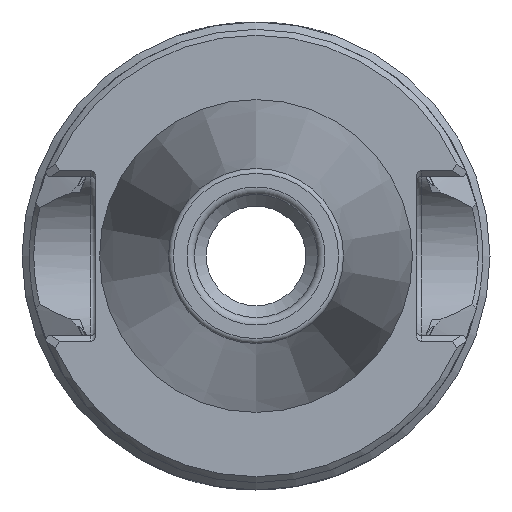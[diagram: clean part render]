
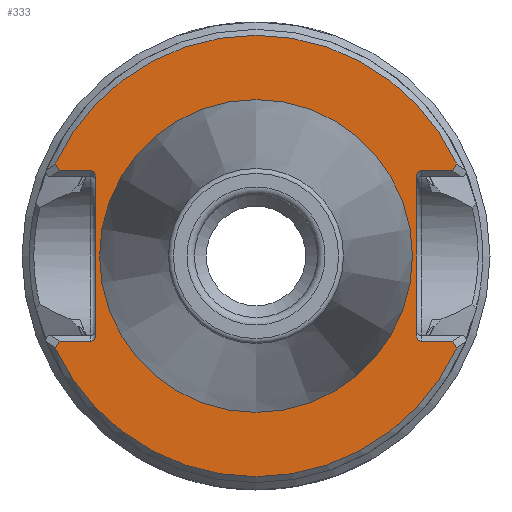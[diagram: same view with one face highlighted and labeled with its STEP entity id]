
A CAD part, left-side view. The second image highlights one B-rep face of the part: STEP entity #333.
In plain terms, the highlighted planar face has unit normal (-1, 0, 0).
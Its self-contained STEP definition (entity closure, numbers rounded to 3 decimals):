
#333 = ADVANCED_FACE( '', ( #694, #695 ), #696, .T. );
#694 = FACE_OUTER_BOUND( '', #1109, .T. );
#695 = FACE_BOUND( '', #1110, .T. );
#696 = PLANE( '', #1111 );
#1109 = EDGE_LOOP( '', ( #1943, #1944, #1945, #1946, #1947, #1948, #1949, #1950, #1951, #1952, #1953, #1954, #1955, #1956, #1957, #1958 ) );
#1110 = EDGE_LOOP( '', ( #1959 ) );
#1111 = AXIS2_PLACEMENT_3D( '', #1960, #1961, #1962 );
#1943 = ORIENTED_EDGE( '', *, *, #2268, .T. );
#1944 = ORIENTED_EDGE( '', *, *, #2003, .T. );
#1945 = ORIENTED_EDGE( '', *, *, #2039, .T. );
#1946 = ORIENTED_EDGE( '', *, *, #2138, .T. );
#1947 = ORIENTED_EDGE( '', *, *, #2281, .T. );
#1948 = ORIENTED_EDGE( '', *, *, #2099, .T. );
#1949 = ORIENTED_EDGE( '', *, *, #2275, .T. );
#1950 = ORIENTED_EDGE( '', *, *, #2172, .T. );
#1951 = ORIENTED_EDGE( '', *, *, #2065, .T. );
#1952 = ORIENTED_EDGE( '', *, *, #2223, .T. );
#1953 = ORIENTED_EDGE( '', *, *, #2102, .T. );
#1954 = ORIENTED_EDGE( '', *, *, #2197, .T. );
#1955 = ORIENTED_EDGE( '', *, *, #2290, .T. );
#1956 = ORIENTED_EDGE( '', *, *, #2249, .T. );
#1957 = ORIENTED_EDGE( '', *, *, #2058, .T. );
#1958 = ORIENTED_EDGE( '', *, *, #2179, .T. );
#1959 = ORIENTED_EDGE( '', *, *, #2183, .F. );
#1960 = CARTESIAN_POINT( '', ( 2., 0., 15.861 ) );
#1961 = DIRECTION( '', ( -1., 0., 0. ) );
#1962 = DIRECTION( '', ( 0., 0., 1. ) );
#2003 = EDGE_CURVE( '', #2355, #2356, #2357, .T. );
#2039 = EDGE_CURVE( '', #2356, #2420, #2421, .T. );
#2058 = EDGE_CURVE( '', #2453, #2451, #2454, .T. );
#2065 = EDGE_CURVE( '', #2462, #2463, #2464, .T. );
#2099 = EDGE_CURVE( '', #2519, #2517, #2520, .F. );
#2102 = EDGE_CURVE( '', #2523, #2524, #2525, .T. );
#2138 = EDGE_CURVE( '', #2420, #2579, #2580, .F. );
#2172 = EDGE_CURVE( '', #2628, #2462, #2629, .T. );
#2179 = EDGE_CURVE( '', #2451, #2639, #2641, .T. );
#2183 = EDGE_CURVE( '', #2646, #2646, #2647, .T. );
#2197 = EDGE_CURVE( '', #2524, #2666, #2667, .F. );
#2223 = EDGE_CURVE( '', #2463, #2523, #2698, .T. );
#2249 = EDGE_CURVE( '', #2733, #2453, #2734, .F. );
#2268 = EDGE_CURVE( '', #2639, #2355, #2756, .T. );
#2275 = EDGE_CURVE( '', #2517, #2628, #2764, .T. );
#2281 = EDGE_CURVE( '', #2579, #2519, #2770, .T. );
#2290 = EDGE_CURVE( '', #2666, #2733, #2780, .T. );
#2355 = VERTEX_POINT( '', #2919 );
#2356 = VERTEX_POINT( '', #2920 );
#2357 = B_SPLINE_CURVE_WITH_KNOTS( '', 1, ( #2921, #2922 ), .UNSPECIFIED., .F., .F., ( 2, 2 ), ( 0.179, 1. ), .UNSPECIFIED. );
#2420 = VERTEX_POINT( '', #3148 );
#2421 = LINE( '', #3149, #3150 );
#2451 = VERTEX_POINT( '', #3207 );
#2453 = VERTEX_POINT( '', #3210 );
#2454 = LINE( '', #3211, #3212 );
#2462 = VERTEX_POINT( '', #3223 );
#2463 = VERTEX_POINT( '', #3224 );
#2464 = CIRCLE( '', #3225, 22.4 );
#2517 = VERTEX_POINT( '', #3422 );
#2519 = VERTEX_POINT( '', #3425 );
#2520 = ELLIPSE( '', #3426, 0.707, 0.5 );
#2523 = VERTEX_POINT( '', #3430 );
#2524 = VERTEX_POINT( '', #3431 );
#2525 = LINE( '', #3432, #3433 );
#2579 = VERTEX_POINT( '', #3504 );
#2580 = ELLIPSE( '', #3505, 0.707, 0.5 );
#2628 = VERTEX_POINT( '', #3634 );
#2629 = B_SPLINE_CURVE_WITH_KNOTS( '', 1, ( #3635, #3636 ), .UNSPECIFIED., .F., .F., ( 2, 2 ), ( 0., 0.821 ), .UNSPECIFIED. );
#2639 = VERTEX_POINT( '', #3652 );
#2641 = B_SPLINE_CURVE_WITH_KNOTS( '', 1, ( #3660, #3661 ), .UNSPECIFIED., .F., .F., ( 2, 2 ), ( 0., 0.821 ), .UNSPECIFIED. );
#2646 = VERTEX_POINT( '', #3668 );
#2647 = CIRCLE( '', #3669, 15.861 );
#2666 = VERTEX_POINT( '', #3695 );
#2667 = ELLIPSE( '', #3696, 0.707, 0.5 );
#2698 = B_SPLINE_CURVE_WITH_KNOTS( '', 1, ( #3748, #3749 ), .UNSPECIFIED., .F., .F., ( 2, 2 ), ( 0.179, 1. ), .UNSPECIFIED. );
#2733 = VERTEX_POINT( '', #3817 );
#2734 = ELLIPSE( '', #3818, 0.707, 0.5 );
#2756 = CIRCLE( '', #3862, 22.4 );
#2764 = LINE( '', #3874, #3875 );
#2770 = LINE( '', #3882, #3883 );
#2780 = LINE( '', #3898, #3899 );
#2919 = CARTESIAN_POINT( '', ( 2., 20.361, 9.337 ) );
#2920 = CARTESIAN_POINT( '', ( 2., 19.923, 8.65 ) );
#2921 = CARTESIAN_POINT( '', ( 2., 20.361, 9.337 ) );
#2922 = CARTESIAN_POINT( '', ( 2., 19.923, 8.65 ) );
#3148 = CARTESIAN_POINT( '', ( 2., 16.75, 8.65 ) );
#3149 = CARTESIAN_POINT( '', ( 2., 16.25, 8.65 ) );
#3150 = VECTOR( '', #3999, 1000. );
#3207 = CARTESIAN_POINT( '', ( 2., -19.923, 8.65 ) );
#3210 = CARTESIAN_POINT( '', ( 2., -16.75, 8.65 ) );
#3211 = CARTESIAN_POINT( '', ( 2., -21.064, 8.65 ) );
#3212 = VECTOR( '', #4023, 1000. );
#3223 = CARTESIAN_POINT( '', ( 2., 20.361, -9.337 ) );
#3224 = CARTESIAN_POINT( '', ( 2., -20.361, -9.337 ) );
#3225 = AXIS2_PLACEMENT_3D( '', #4030, #4031, #4032 );
#3422 = CARTESIAN_POINT( '', ( 2., 16.75, -8.65 ) );
#3425 = CARTESIAN_POINT( '', ( 2., 16.25, -7.943 ) );
#3426 = AXIS2_PLACEMENT_3D( '', #4068, #4069, #4070 );
#3430 = CARTESIAN_POINT( '', ( 2., -19.923, -8.65 ) );
#3431 = CARTESIAN_POINT( '', ( 2., -16.75, -8.65 ) );
#3432 = CARTESIAN_POINT( '', ( 2., -16.25, -8.65 ) );
#3433 = VECTOR( '', #4072, 1000. );
#3504 = CARTESIAN_POINT( '', ( 2., 16.25, 7.943 ) );
#3505 = AXIS2_PLACEMENT_3D( '', #4115, #4116, #4117 );
#3634 = CARTESIAN_POINT( '', ( 2., 19.923, -8.65 ) );
#3635 = CARTESIAN_POINT( '', ( 2., 19.923, -8.65 ) );
#3636 = CARTESIAN_POINT( '', ( 2., 20.361, -9.337 ) );
#3652 = CARTESIAN_POINT( '', ( 2., -20.361, 9.337 ) );
#3660 = CARTESIAN_POINT( '', ( 2., -19.923, 8.65 ) );
#3661 = CARTESIAN_POINT( '', ( 2., -20.361, 9.337 ) );
#3668 = CARTESIAN_POINT( '', ( 2., 0., 15.861 ) );
#3669 = AXIS2_PLACEMENT_3D( '', #4148, #4149, #4150 );
#3695 = CARTESIAN_POINT( '', ( 2., -16.25, -7.943 ) );
#3696 = AXIS2_PLACEMENT_3D( '', #4167, #4168, #4169 );
#3748 = CARTESIAN_POINT( '', ( 2., -20.361, -9.337 ) );
#3749 = CARTESIAN_POINT( '', ( 2., -19.923, -8.65 ) );
#3817 = CARTESIAN_POINT( '', ( 2., -16.25, 7.943 ) );
#3818 = AXIS2_PLACEMENT_3D( '', #4219, #4220, #4221 );
#3862 = AXIS2_PLACEMENT_3D( '', #4241, #4242, #4243 );
#3874 = CARTESIAN_POINT( '', ( 2., 21.064, -8.65 ) );
#3875 = VECTOR( '', #4248, 1000. );
#3882 = CARTESIAN_POINT( '', ( 2., 16.25, 15.861 ) );
#3883 = VECTOR( '', #4250, 1000. );
#3898 = CARTESIAN_POINT( '', ( 2., -16.25, 15.861 ) );
#3899 = VECTOR( '', #4256, 1000. );
#3999 = DIRECTION( '', ( 0., -1., 0. ) );
#4023 = DIRECTION( '', ( 0., -1., 0. ) );
#4030 = CARTESIAN_POINT( '', ( 2., 0., 0. ) );
#4031 = DIRECTION( '', ( -1., 0., 0. ) );
#4032 = DIRECTION( '', ( 0., 0., 1. ) );
#4068 = CARTESIAN_POINT( '', ( 2., 16.75, -7.943 ) );
#4069 = DIRECTION( '', ( -1., 0., 0. ) );
#4070 = DIRECTION( '', ( 0., 0., 1. ) );
#4072 = DIRECTION( '', ( 0., 1., 0. ) );
#4115 = CARTESIAN_POINT( '', ( 2., 16.75, 7.943 ) );
#4116 = DIRECTION( '', ( -1., 0., 0. ) );
#4117 = DIRECTION( '', ( 0., 0., 1. ) );
#4148 = CARTESIAN_POINT( '', ( 2., 0., 0. ) );
#4149 = DIRECTION( '', ( -1., 0., 0. ) );
#4150 = DIRECTION( '', ( 0., 0., 1. ) );
#4167 = CARTESIAN_POINT( '', ( 2., -16.75, -7.943 ) );
#4168 = DIRECTION( '', ( -1., 0., 0. ) );
#4169 = DIRECTION( '', ( 0., 0., -1. ) );
#4219 = CARTESIAN_POINT( '', ( 2., -16.75, 7.943 ) );
#4220 = DIRECTION( '', ( -1., 0., 0. ) );
#4221 = DIRECTION( '', ( 0., 0., -1. ) );
#4241 = CARTESIAN_POINT( '', ( 2., 0., 0. ) );
#4242 = DIRECTION( '', ( -1., 0., 0. ) );
#4243 = DIRECTION( '', ( 0., 0., 1. ) );
#4248 = DIRECTION( '', ( 0., 1., 0. ) );
#4250 = DIRECTION( '', ( 0., 0., -1. ) );
#4256 = DIRECTION( '', ( 0., 0., 1. ) );
